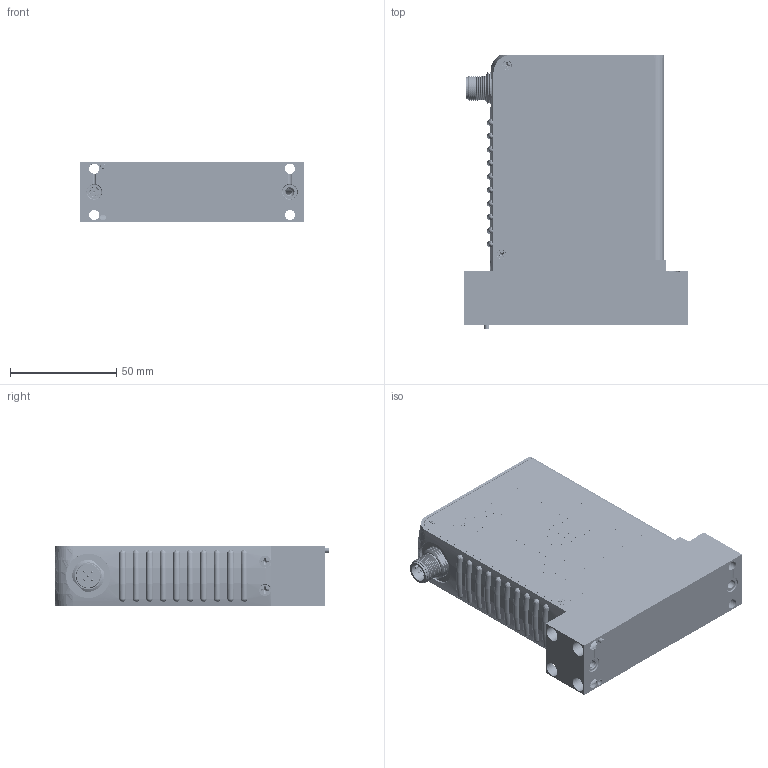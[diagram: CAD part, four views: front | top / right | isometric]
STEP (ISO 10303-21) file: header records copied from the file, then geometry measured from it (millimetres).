
FILE_DESCRIPTION (( 'STEP AP214' ), '1' );
FILE_NAME ('GP200-CSEAL-PY-DNET.STEP', '2021-08-02T20:50:36', ( '' ), ( '' ), 'SwSTEP 2.0', 'SolidWorks 2020', '' );
FILE_SCHEMA (( 'AUTOMOTIVE_DESIGN' ));
Length unit declared in the file: inch
Products named in the file (1): GP200-CSEAL-PY-DNET
Bounding box: 104.95 x 128.83 x 28.57 mm (x, y, z)
Volume: 118365.1 mm3; surface area: 80322.1 mm2
Topology: 27 solids, 28 shells, 8870 faces, 24831 edges, 16395 vertices
Faces by surface type: cylinder 4842, plane 3243, bspline 475, cone 252, torus 40, sphere 18
Entity records: 329920 total; most frequent: CARTESIAN_POINT 87939, DIRECTION 49913, ORIENTED_EDGE 49570, EDGE_CURVE 24785, AXIS2_PLACEMENT_3D 18332, VERTEX_POINT 16395, VECTOR 13249, LINE 13249
